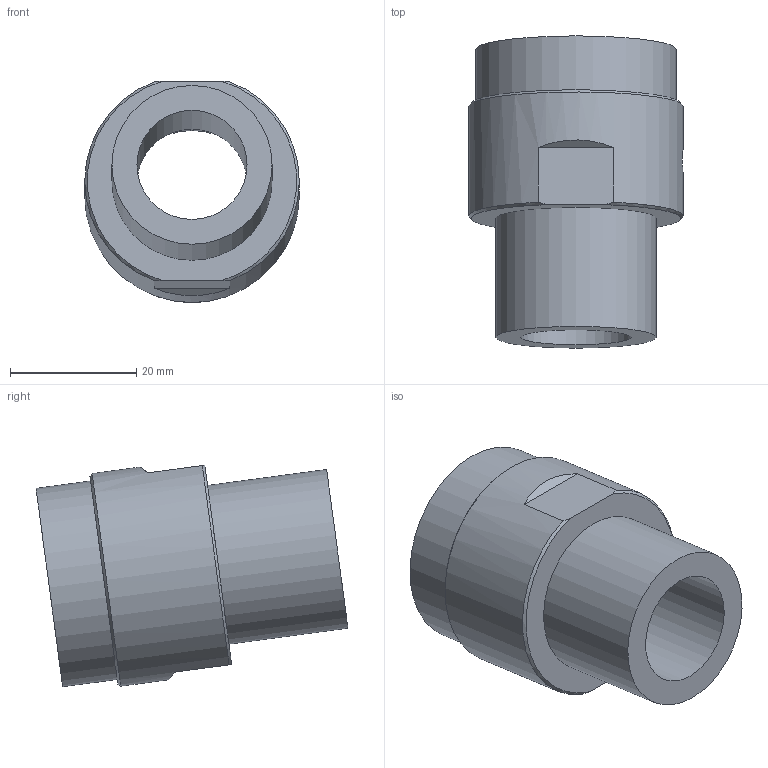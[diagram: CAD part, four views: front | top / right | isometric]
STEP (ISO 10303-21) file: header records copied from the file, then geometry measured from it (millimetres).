
FILE_DESCRIPTION(/* description */ ('STEP AP214'),/* implementation_level */ '2;1');
FILE_NAME(/* name */ '62525bf0ecdeb77adb8bb073',/* time_stamp */ '2022-04-10T04:24:17+00:00',/* author */ (''),/* organization */ (''),/* preprocessor_version */ 'ST-DEVELOPER v18.101',/* originating_system */ ' ',/* authorisation */ ' ');
FILE_SCHEMA (('AUTOMOTIVE_DESIGN {1 0 10303 214 3 1 1}'));
Length unit declared in the file: metre
Products named in the file (1): Part 45
Bounding box: 34.04 x 49.47 x 35.13 mm (x, y, z)
Volume: 17429.5 mm3; surface area: 8630.2 mm2
Topology: 1 solids, 1 shells, 19 faces, 41 edges, 27 vertices
Faces by surface type: plane 9, cylinder 6, cone 3, bspline 1
Full cylindrical faces by diameter (mm): 3.175 x1, 17.462 x1, 23.368 x1, 25.4 x1, 31.75 x1, 34.036 x1
Entity records: 602 total; most frequent: CARTESIAN_POINT 192, DIRECTION 78, ORIENTED_EDGE 62, AXIS2_PLACEMENT_3D 35, EDGE_LOOP 34, FACE_BOUND 34, EDGE_CURVE 31, VERTEX_POINT 25
